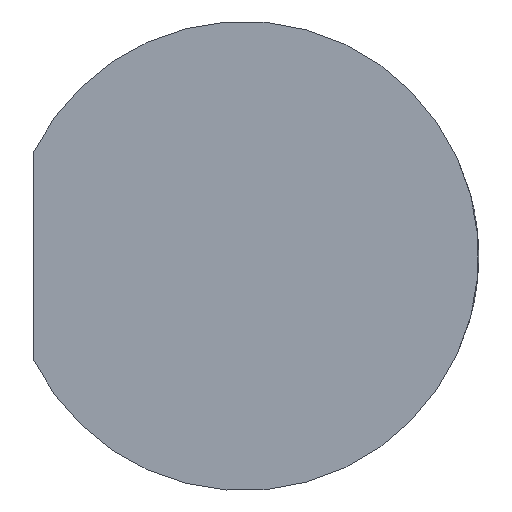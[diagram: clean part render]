
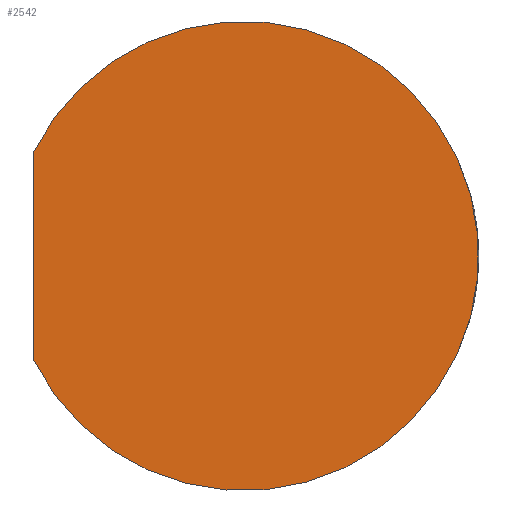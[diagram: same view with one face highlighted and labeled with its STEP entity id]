
A CAD part, left-side view. The second image highlights one B-rep face of the part: STEP entity #2542.
In plain terms, the highlighted planar face has unit normal (-1, 0, 0).
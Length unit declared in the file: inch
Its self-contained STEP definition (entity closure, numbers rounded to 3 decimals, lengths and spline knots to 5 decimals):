
#56 = CARTESIAN_POINT ( 'NONE',  ( 0.52809, 0.0875, 0. ) ) ;
#86 = DIRECTION ( 'NONE',  ( -1., 0., 0. ) ) ;
#140 = EDGE_LOOP ( 'NONE', ( #1359, #2066 ) ) ;
#377 = CARTESIAN_POINT ( 'NONE',  ( 0.52809, 0., 0. ) ) ;
#463 = CARTESIAN_POINT ( 'NONE',  ( 0.52809, 0.0875, 0.04301 ) ) ;
#647 = CARTESIAN_POINT ( 'NONE',  ( 0.52809, 0.0875, -0.04301 ) ) ;
#822 = EDGE_CURVE ( 'NONE', #915, #3025, #2820, .T. ) ;
#881 = DIRECTION ( 'NONE',  ( 0., 0., 1. ) ) ;
#915 = VERTEX_POINT ( 'NONE', #647 ) ;
#1182 = FACE_OUTER_BOUND ( 'NONE', #140, .T. ) ;
#1359 = ORIENTED_EDGE ( 'NONE', *, *, #2519, .F. ) ;
#1420 = DIRECTION ( 'NONE',  ( 0., 0., 1. ) ) ;
#2066 = ORIENTED_EDGE ( 'NONE', *, *, #822, .T. ) ;
#2166 = LINE ( 'NONE', #56, #2734 ) ;
#2171 = AXIS2_PLACEMENT_3D ( 'NONE', #3257, #2761, #881 ) ;
#2218 = DIRECTION ( 'NONE',  ( 0., 0., 1. ) ) ;
#2519 = EDGE_CURVE ( 'NONE', #915, #3025, #2166, .T. ) ;
#2542 = ADVANCED_FACE ( 'NONE', ( #1182 ), #3221, .T. ) ;
#2734 = VECTOR ( 'NONE', #2218, 39.37008 ) ;
#2761 = DIRECTION ( 'NONE',  ( -1., 0., 0. ) ) ;
#2820 = CIRCLE ( 'NONE', #3250, 0.0975 ) ;
#3025 = VERTEX_POINT ( 'NONE', #463 ) ;
#3221 = PLANE ( 'NONE',  #2171 ) ;
#3250 = AXIS2_PLACEMENT_3D ( 'NONE', #377, #86, #1420 ) ;
#3257 = CARTESIAN_POINT ( 'NONE',  ( 0.52809, 0.04966, 0. ) ) ;
